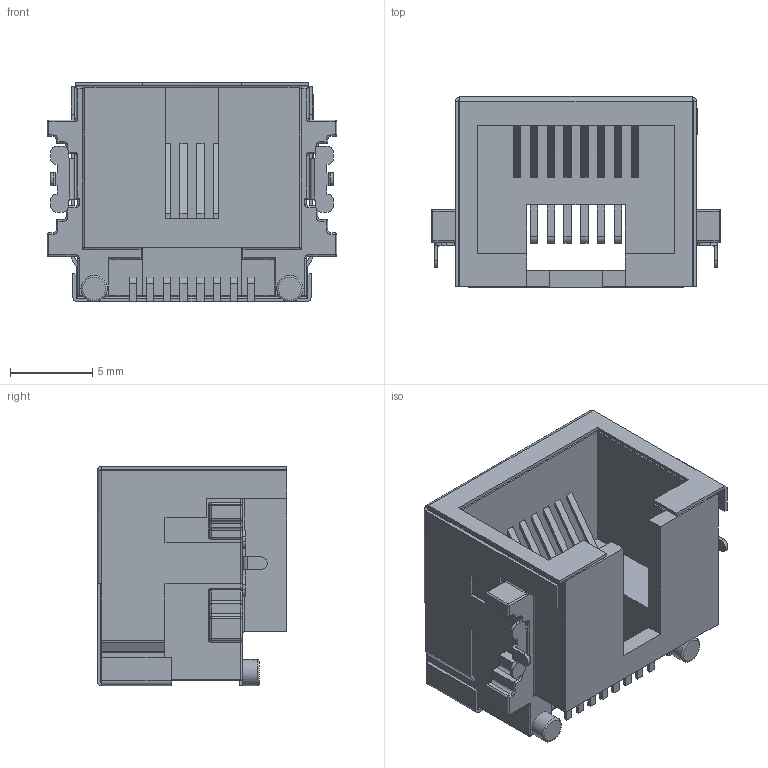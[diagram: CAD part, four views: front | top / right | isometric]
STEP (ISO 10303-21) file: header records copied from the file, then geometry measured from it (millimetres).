
FILE_DESCRIPTION(/* description */ ('STEP AP242','CAx-IF Rec.Pracs.---Representation and Presentation of Product Manufacturing Information (PMI)---4.0---2014-10-13','CAx-IF Rec.Pracs.---3D Tessellated Geometry---0.4---2014-09-14','2;1'),/* implementation_level */ '2;1');
FILE_NAME(/* name */ '68116d4af21aac70e5a929a1',/* time_stamp */ '2025-04-30T00:22:35Z',/* author */ (''),/* organization */ (''),/* preprocessor_version */ 'ST-DEVELOPER v20',/* originating_system */ 'ONSHAPE BY PTC INC, 1.197',/* authorisation */ ' ');
FILE_SCHEMA (('AP242_MANAGED_MODEL_BASED_3D_ENGINEERING_MIM_LF { 1 0 10303 442 1 1 4 }'));
Length unit declared in the file: metre
Products named in the file (3): U1~RJ45-SMD_HC-RJ45-055-4_2~RJ45-SMD_HC-RJ45-055-4~PtOY; RJ45-SMD_HC-RJ45-055-4_2~RJ45-SMD_HC-RJ45-055-4~PtOY
Assembly tree (2 placements, depth 2):
  U1~RJ45-SMD_HC-RJ45-055-4_2~RJ45-SMD_HC-RJ45-055-4~PtOY
    RJ45-SMD_HC-RJ45-055-4_2~RJ45-SMD_HC-RJ45-055-4~PtOY
    RJ45-SMD_HC-RJ45-055-4_2~RJ45-SMD_HC-RJ45-055-4~PtOY
Bounding box: 17.6 x 11.55 x 13.35 mm (x, y, z)
Volume: 1108.4 mm3; surface area: 2393.6 mm2
Topology: 2 solids, 2 shells, 737 faces, 1940 edges, 1212 vertices
Faces by surface type: plane 396, cylinder 253, torus 38, sphere 33, bspline 17
Full cylindrical faces by diameter (mm): 1.6 x2
Entity records: 27849 total; most frequent: CARTESIAN_POINT 4455, ORIENTED_EDGE 3828, DIRECTION 3761, EDGE_CURVE 1914, LINE 1257, VECTOR 1257, AXIS2_PLACEMENT_3D 1252, VERTEX_POINT 1210
